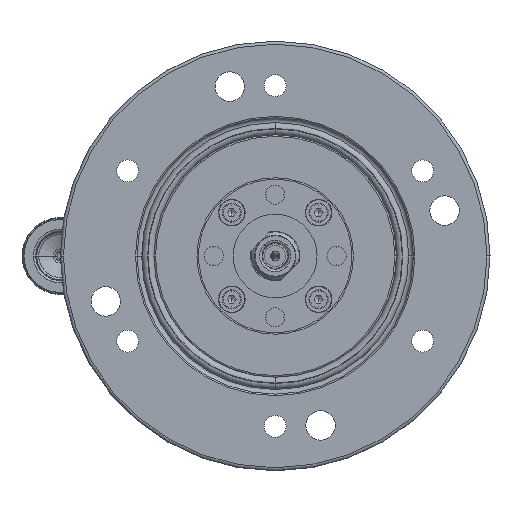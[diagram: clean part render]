
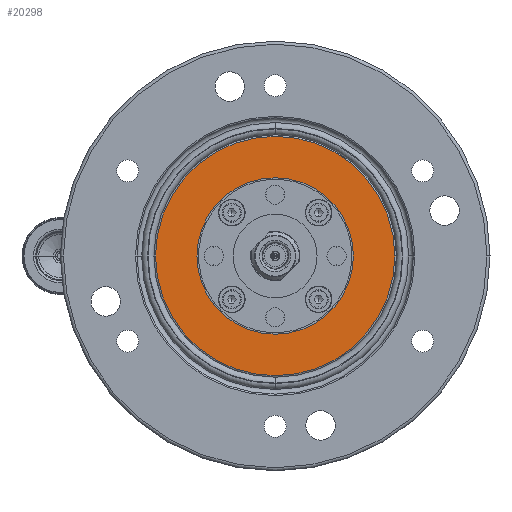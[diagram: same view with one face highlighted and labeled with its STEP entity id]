
A CAD part, front view. The second image highlights one B-rep face of the part: STEP entity #20298.
In plain terms, the highlighted planar face has unit normal (0, -1, 0).
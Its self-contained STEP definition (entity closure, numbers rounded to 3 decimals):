
#299 = DIRECTION ( 'NONE',  ( 0., -1., 0. ) ) ;
#321 = CIRCLE ( 'NONE', #11817, 39. ) ;
#360 = CARTESIAN_POINT ( 'NONE',  ( 39., 0., 0. ) ) ;
#1661 = EDGE_LOOP ( 'NONE', ( #9086, #13749 ) ) ;
#3057 = DIRECTION ( 'NONE',  ( -1., 0., 0. ) ) ;
#3348 = VERTEX_POINT ( 'NONE', #6043 ) ;
#3460 = PLANE ( 'NONE',  #13693 ) ;
#4212 = VERTEX_POINT ( 'NONE', #12261 ) ;
#4858 = DIRECTION ( 'NONE',  ( 0., -1., 0. ) ) ;
#5172 = EDGE_CURVE ( 'NONE', #8262, #3348, #321, .T. ) ;
#5479 = DIRECTION ( 'NONE',  ( 0., -1., 0. ) ) ;
#5647 = VERTEX_POINT ( 'NONE', #20857 ) ;
#6043 = CARTESIAN_POINT ( 'NONE',  ( -39., 0., 0. ) ) ;
#6346 = ORIENTED_EDGE ( 'NONE', *, *, #21114, .T. ) ;
#6647 = CARTESIAN_POINT ( 'NONE',  ( 0., 0., 0. ) ) ;
#7631 = CARTESIAN_POINT ( 'NONE',  ( 39.5, 0., 0. ) ) ;
#8262 = VERTEX_POINT ( 'NONE', #360 ) ;
#8802 = CIRCLE ( 'NONE', #16065, 39. ) ;
#8953 = DIRECTION ( 'NONE',  ( -1., 0., 0. ) ) ;
#9086 = ORIENTED_EDGE ( 'NONE', *, *, #16276, .F. ) ;
#10156 = CIRCLE ( 'NONE', #12834, 25.5 ) ;
#10755 = DIRECTION ( 'NONE',  ( 0., 1., 0. ) ) ;
#10861 = CIRCLE ( 'NONE', #16209, 25.5 ) ;
#10874 = FACE_BOUND ( 'NONE', #1661, .T. ) ;
#11817 = AXIS2_PLACEMENT_3D ( 'NONE', #6647, #4858, #3057 ) ;
#12261 = CARTESIAN_POINT ( 'NONE',  ( 25.5, 0., 0. ) ) ;
#12834 = AXIS2_PLACEMENT_3D ( 'NONE', #23098, #17492, #14140 ) ;
#13693 = AXIS2_PLACEMENT_3D ( 'NONE', #7631, #10755, #8953 ) ;
#13749 = ORIENTED_EDGE ( 'NONE', *, *, #14421, .F. ) ;
#14140 = DIRECTION ( 'NONE',  ( 1., 0., 0. ) ) ;
#14421 = EDGE_CURVE ( 'NONE', #5647, #4212, #10861, .T. ) ;
#14443 = CARTESIAN_POINT ( 'NONE',  ( 0., 0., 0. ) ) ;
#14783 = CARTESIAN_POINT ( 'NONE',  ( 0., 0., 0. ) ) ;
#16065 = AXIS2_PLACEMENT_3D ( 'NONE', #14443, #5479, #21725 ) ;
#16209 = AXIS2_PLACEMENT_3D ( 'NONE', #14783, #299, #18364 ) ;
#16276 = EDGE_CURVE ( 'NONE', #4212, #5647, #10156, .T. ) ;
#16321 = ORIENTED_EDGE ( 'NONE', *, *, #5172, .T. ) ;
#17492 = DIRECTION ( 'NONE',  ( 0., -1., 0. ) ) ;
#18364 = DIRECTION ( 'NONE',  ( 1., 0., 0. ) ) ;
#20298 = ADVANCED_FACE ( 'NONE', ( #10874, #20308 ), #3460, .F. ) ;
#20308 = FACE_OUTER_BOUND ( 'NONE', #22107, .T. ) ;
#20857 = CARTESIAN_POINT ( 'NONE',  ( -25.5, 0., 0. ) ) ;
#21114 = EDGE_CURVE ( 'NONE', #3348, #8262, #8802, .T. ) ;
#21725 = DIRECTION ( 'NONE',  ( -1., 0., 0. ) ) ;
#22107 = EDGE_LOOP ( 'NONE', ( #6346, #16321 ) ) ;
#23098 = CARTESIAN_POINT ( 'NONE',  ( 0., 0., 0. ) ) ;
